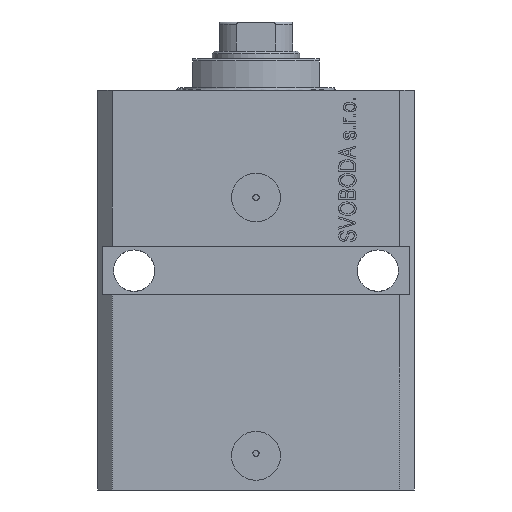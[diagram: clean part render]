
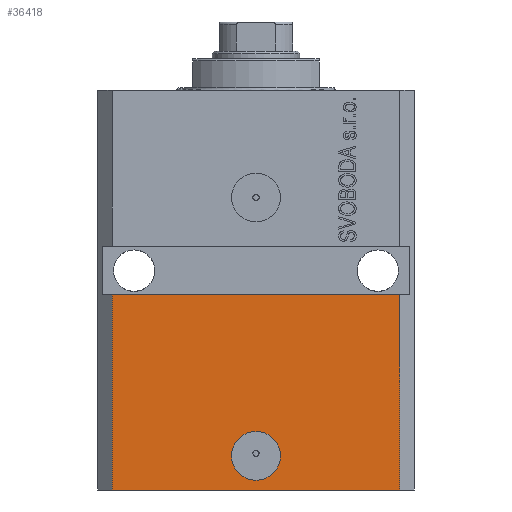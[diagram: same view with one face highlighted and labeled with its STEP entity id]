
A CAD part, front view. The second image highlights one B-rep face of the part: STEP entity #36418.
In plain terms, the highlighted planar face has unit normal (0, -1, 0).
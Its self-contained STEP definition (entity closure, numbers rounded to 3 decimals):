
#35 = DIRECTION ( 'NONE',  ( 0., -1., 0. ) ) ;
#258 = DIRECTION ( 'NONE',  ( 0., 0., 1. ) ) ;
#387 = CARTESIAN_POINT ( 'NONE',  ( 29.5, -22.5, -82. ) ) ;
#3267 = CARTESIAN_POINT ( 'NONE',  ( 5., -22.5, -75. ) ) ;
#3717 = ORIENTED_EDGE ( 'NONE', *, *, #23144, .F. ) ;
#4207 = FACE_BOUND ( 'NONE', #13781, .T. ) ;
#7468 = EDGE_CURVE ( 'NONE', #24949, #25022, #31232, .T. ) ;
#7658 = LINE ( 'NONE', #22207, #16294 ) ;
#8863 = VERTEX_POINT ( 'NONE', #36711 ) ;
#8977 = CARTESIAN_POINT ( 'NONE',  ( -32.5, -22.5, -42. ) ) ;
#9305 = VECTOR ( 'NONE', #258, 1000. ) ;
#11489 = EDGE_CURVE ( 'NONE', #8863, #40854, #26979, .T. ) ;
#11518 = EDGE_CURVE ( 'NONE', #24949, #35595, #7658, .T. ) ;
#12518 = AXIS2_PLACEMENT_3D ( 'NONE', #32702, #35, #25777 ) ;
#13023 = LINE ( 'NONE', #8977, #20985 ) ;
#13781 = EDGE_LOOP ( 'NONE', ( #3717, #18671 ) ) ;
#14365 = EDGE_CURVE ( 'NONE', #25022, #38303, #13023, .T. ) ;
#14486 = ORIENTED_EDGE ( 'NONE', *, *, #7468, .F. ) ;
#14971 = AXIS2_PLACEMENT_3D ( 'NONE', #18775, #40257, #36679 ) ;
#15038 = EDGE_LOOP ( 'NONE', ( #43765, #14486, #25326, #18440 ) ) ;
#16050 = AXIS2_PLACEMENT_3D ( 'NONE', #44300, #44050, #40712 ) ;
#16294 = VECTOR ( 'NONE', #36769, 1000. ) ;
#18440 = ORIENTED_EDGE ( 'NONE', *, *, #39235, .T. ) ;
#18514 = PLANE ( 'NONE',  #16050 ) ;
#18671 = ORIENTED_EDGE ( 'NONE', *, *, #11489, .F. ) ;
#18775 = CARTESIAN_POINT ( 'NONE',  ( 0., -22.5, -75. ) ) ;
#20985 = VECTOR ( 'NONE', #27320, 1000. ) ;
#21029 = CARTESIAN_POINT ( 'NONE',  ( -29.5, -22.5, -42. ) ) ;
#22207 = CARTESIAN_POINT ( 'NONE',  ( -29.5, -22.5, -82. ) ) ;
#23144 = EDGE_CURVE ( 'NONE', #40854, #8863, #27169, .T. ) ;
#24949 = VERTEX_POINT ( 'NONE', #44927 ) ;
#25022 = VERTEX_POINT ( 'NONE', #21029 ) ;
#25326 = ORIENTED_EDGE ( 'NONE', *, *, #11518, .T. ) ;
#25777 = DIRECTION ( 'NONE',  ( 1., 0., 0. ) ) ;
#26979 = CIRCLE ( 'NONE', #12518, 5. ) ;
#27169 = CIRCLE ( 'NONE', #14971, 5. ) ;
#27320 = DIRECTION ( 'NONE',  ( 1., 0., 0. ) ) ;
#29131 = VECTOR ( 'NONE', #34338, 1000. ) ;
#31232 = LINE ( 'NONE', #45802, #29131 ) ;
#31586 = CARTESIAN_POINT ( 'NONE',  ( 29.5, -22.5, -82. ) ) ;
#32702 = CARTESIAN_POINT ( 'NONE',  ( 0., -22.5, -75. ) ) ;
#34338 = DIRECTION ( 'NONE',  ( 0., 0., 1. ) ) ;
#35595 = VERTEX_POINT ( 'NONE', #387 ) ;
#35790 = CARTESIAN_POINT ( 'NONE',  ( 29.5, -22.5, -42. ) ) ;
#36418 = ADVANCED_FACE ( 'NONE', ( #4207, #40003 ), #18514, .T. ) ;
#36679 = DIRECTION ( 'NONE',  ( 1., 0., 0. ) ) ;
#36711 = CARTESIAN_POINT ( 'NONE',  ( -5., -22.5, -75. ) ) ;
#36769 = DIRECTION ( 'NONE',  ( 1., 0., 0. ) ) ;
#38303 = VERTEX_POINT ( 'NONE', #35790 ) ;
#39235 = EDGE_CURVE ( 'NONE', #35595, #38303, #42575, .T. ) ;
#40003 = FACE_OUTER_BOUND ( 'NONE', #15038, .T. ) ;
#40257 = DIRECTION ( 'NONE',  ( 0., -1., 0. ) ) ;
#40712 = DIRECTION ( 'NONE',  ( 1., 0., 0. ) ) ;
#40854 = VERTEX_POINT ( 'NONE', #3267 ) ;
#42575 = LINE ( 'NONE', #31586, #9305 ) ;
#43765 = ORIENTED_EDGE ( 'NONE', *, *, #14365, .F. ) ;
#44050 = DIRECTION ( 'NONE',  ( 0., -1., 0. ) ) ;
#44300 = CARTESIAN_POINT ( 'NONE',  ( -29.5, -22.5, -82. ) ) ;
#44927 = CARTESIAN_POINT ( 'NONE',  ( -29.5, -22.5, -82. ) ) ;
#45802 = CARTESIAN_POINT ( 'NONE',  ( -29.5, -22.5, -82. ) ) ;
